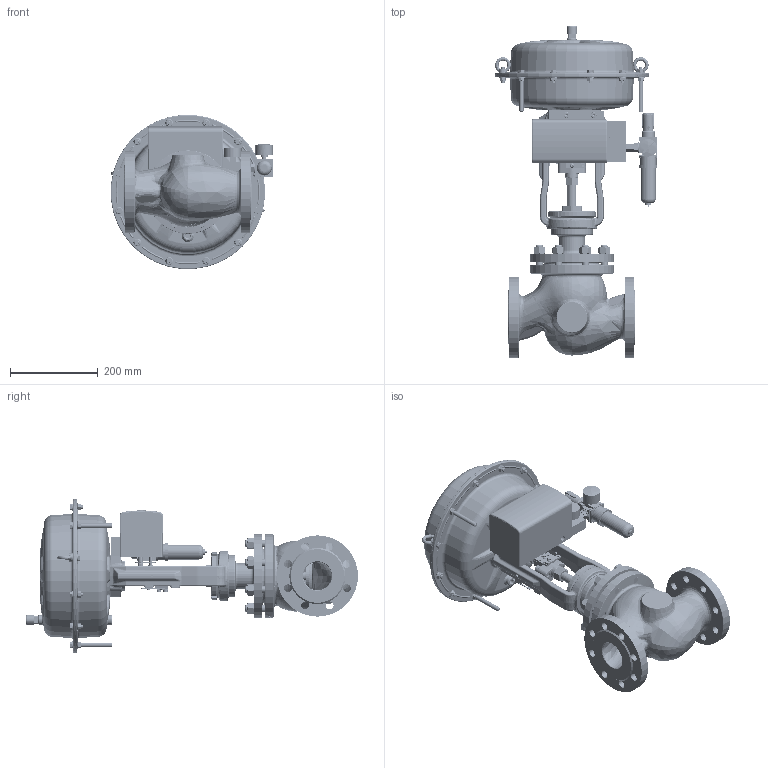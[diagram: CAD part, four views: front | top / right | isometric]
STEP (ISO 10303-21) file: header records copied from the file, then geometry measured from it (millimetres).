
FILE_DESCRIPTION (( 'STEP AP214' ), '1' );
FILE_NAME ('V701_DKVNU_DN65_IG503_BDYOZB_LOGIX505_FRS107_DIREKT.STEP', '2015-02-18T08:55:05', ( 'Flowserve' ), ( 'Flowserve' ), 'SwSTEP 2.0', 'SolidWorks 2012', '' );
FILE_SCHEMA (( 'AUTOMOTIVE_DESIGN' ));
Length unit declared in the file: millimetre
Products named in the file (69): FRS 107; Nipple F short; LOGIX 500 WITH MOUNTING KIT DIRECT; DIN 912 M6 x 20 --- 20C_DIN 912 M6 x 20 --- 20C; ISO 7380 - M6 x 12 --- 12C_ISO 7380 - M6 x 12 --- 12C; Mitnehmerstift Logix ft-1; Adapterplatte Logix; DIN 912 M8 x 40 --- 28C_DIN 912 M8 x 40 --- 28C; Montageblock Logix; LOGIX 500 MANOMETERBLOCK; Hexagon Nut ISO - 4032 - M6 - D - C_Hexagon Nut ISO - 4032 - M6 - D - C; Follower arm Logix ft-1; LOGIX 500; 0-1075-92_Standard<Standard>; O-Ring#224~0_Verpresst 6.51; O-Ring#D80_x_3~0_Verpresst 6.50; 1-0135-00~0; 1-0117-39~1_10x7x70 <Standard>; 1-0113-95~2; 1-0119-37~2; Druckfeder 54,5-9,25Z_P.501 _ZB (1-0169-85)GSV_unpressed<Standard>; 1-0237-93~0; Sicherungsscheibe S 20 (Id. 29927); 1-0229-06~0; O-Ring#117~0_Verpresst; 1-0229-26~0_POS2H40<Standard>; 1-0229-05~1; 1-0229-04~0; 1-0229-03~0; Abstreifring D 24x32x7; 046846~0_Verpresst 6.17; 1-0229-02~1; 1-0119-49~0_24_53800 <Standard>; DIN 582-M8-N_DIN 582-M8-N; ISO 4017 - M8 x 90-C_ISO 4017 - M8 x 90-C; Hexagon Flange Nut DIN 6923 - M8 - N_Hexagon Flange Nut DIN 6923 - M8 - N; ISO 4017 - M8 x 25-C_ISO 4017 - M8 x 25-C; Washer DIN 125 - A 8.4_Washer DIN 125 - A 8.4; 1-0229-00~0; 1-0228-99~1 ...
Assembly tree (132 placements, depth 3):
  V701_DKVNU_DN65_IG503_BDYOZB_LOGIX505_FRS107_DIREKT
    0-1082-60
      2-1006-12~1
      Profilring 107x100x2,5
      1-0108-77~3_53-N <Standard>
      Flachdichtung 125x108x0,8
      1-0231-87~0_PN1G53-63 <Standard>
      1-0231-36~0
      Stiftschraube M16x45  x8
      1-0101-59~0  x8
      1-0101-47~1_32_20_6<Standard>
      1-0108-86~3_32_20_2,5<Standard>  x2
      32x20x6-15%  x4
      1-0231-21~0
      1-0229-45~0  x2
      1-0229-40~1
    0-1075-92_Standard<Standard>
      2-1747-01~0
      1-0101-60~0_M 20 - 45490 <Standard>
      2-1730-01~0
      1-0101-60~0_M 16 - 42001 <Standard>
      DIN 912 M10 x 25 --- 25C_DIN 912 M10 x 25 --- 25C  x2
      1-0228-83~0
      1-0228-97~0
      ISO 4017 - M4 x 8-C_ISO 4017 - M4 x 8-C
      2-1731-01~1
      1-0101-65~0
      Washer DIN 125 - A 4.3_Washer DIN 125 - A 4.3
      DIN 7984 - M6 x 8 --- 8N_DIN 7984 - M6 x 8 --- 8N  x2
      1-0115-02~1
      1-0228-99~1
      1-0229-00~0
      Washer DIN 125 - A 8.4_Washer DIN 125 - A 8.4  x12
      ISO 4017 - M8 x 25-C_ISO 4017 - M8 x 25-C  x9
      Hexagon Flange Nut DIN 6923 - M8 - N_Hexagon Flange Nut DIN 6923 - M8 - N  x10
      ISO 4017 - M8 x 90-C_ISO 4017 - M8 x 90-C  x3
      DIN 582-M8-N_DIN 582-M8-N  x2
      1-0119-49~0_24_53800 <Standard>
      1-0229-02~1
      046846~0_Verpresst 6.17
      Abstreifring D 24x32x7
      1-0229-03~0
      1-0229-04~0
      1-0229-05~1
      1-0229-26~0_POS2H40<Standard>
      O-Ring#117~0_Verpresst
      1-0229-06~0
      Sicherungsscheibe S 20 (Id. 29927)
      1-0237-93~0
      Druckfeder 54,5-9,25Z_P.501 _ZB (1-0169-85)GSV_unpressed<Standard>  x6
      1-0119-37~2
      1-0113-95~2
      1-0117-39~1_10x7x70 <Standard>  x3
      1-0135-00~0
      O-Ring#D80_x_3~0_Verpresst 6.50
      O-Ring#224~0_Verpresst 6.51
    LOGIX 500 WITH MOUNTING KIT DIRECT
      LOGIX 500
      Follower arm Logix ft-1
      Hexagon Nut ISO - 4032 - M6 - D - C_Hexagon Nut ISO - 4032 - M6 - D - C  x2
Bounding box: 371 x 756.3 x 352 mm (x, y, z)
Volume: 9976804.3 mm3; surface area: 2597257.5 mm2
Topology: 136 solids, 136 shells, 7599 faces, 18327 edges, 11069 vertices
Faces by surface type: plane 2197, cylinder 1835, bspline 1815, cone 906, torus 693, sphere 153
Entity records: 350257 total; most frequent: CARTESIAN_POINT 200323, ORIENTED_EDGE 31004, DIRECTION 26413, EDGE_CURVE 15502, AXIS2_PLACEMENT_3D 10507, VERTEX_POINT 9605, EDGE_LOOP 7053, FACE_OUTER_BOUND 6402
